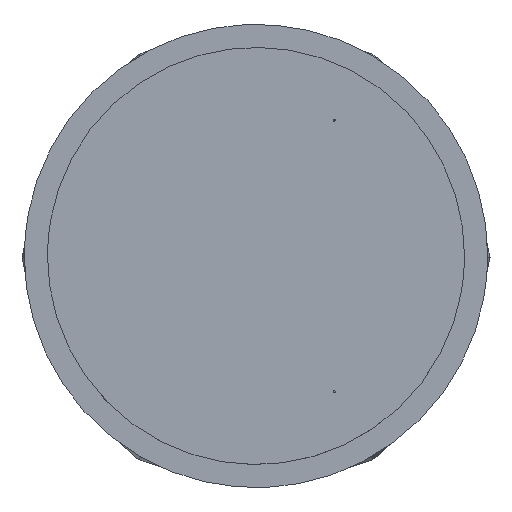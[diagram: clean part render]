
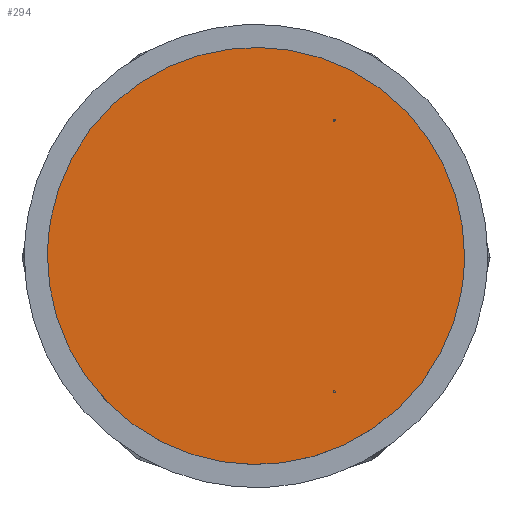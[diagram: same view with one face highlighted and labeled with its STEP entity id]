
A CAD part, top view. The second image highlights one B-rep face of the part: STEP entity #294.
In plain terms, the highlighted planar face has unit normal (0, 0, 1).
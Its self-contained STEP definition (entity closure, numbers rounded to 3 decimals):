
#13=PLANE('',#3400);
#294=ADVANCED_FACE('',(#542),#13,.T.);
#542=FACE_OUTER_BOUND('',#790,.T.);
#790=EDGE_LOOP('',(#1534,#1535));
#1534=ORIENTED_EDGE('',*,*,#2114,.T.);
#1535=ORIENTED_EDGE('',*,*,#2117,.T.);
#2114=EDGE_CURVE('',#2940,#2942,#2464,.T.);
#2117=EDGE_CURVE('',#2942,#2940,#2467,.T.);
#2464=(
BOUNDED_CURVE()
B_SPLINE_CURVE(2,(#8739,#8740,#8741,#8742,#8743),.UNSPECIFIED.,.F.,.F.)
B_SPLINE_CURVE_WITH_KNOTS((3,2,3),(0.,471.239,942.478),
 .UNSPECIFIED.)
CURVE()
GEOMETRIC_REPRESENTATION_ITEM()
RATIONAL_B_SPLINE_CURVE((1.,0.707,1.,0.707,1.))
REPRESENTATION_ITEM('')
);
#2467=(
BOUNDED_CURVE()
B_SPLINE_CURVE(2,(#8751,#8752,#8753,#8754,#8755),.UNSPECIFIED.,.F.,.F.)
B_SPLINE_CURVE_WITH_KNOTS((3,2,3),(942.478,1413.717,1884.956),
 .UNSPECIFIED.)
CURVE()
GEOMETRIC_REPRESENTATION_ITEM()
RATIONAL_B_SPLINE_CURVE((1.,0.707,1.,0.707,1.))
REPRESENTATION_ITEM('')
);
#2940=VERTEX_POINT('',#8729);
#2942=VERTEX_POINT('',#8731);
#3400=AXIS2_PLACEMENT_3D('',#8726,#3488,$);
#3488=DIRECTION('',(0.,0.,1.));
#8726=CARTESIAN_POINT('',(-2643.224,-337.5,1463.298));
#8729=CARTESIAN_POINT('',(-2035.724,0.,1463.298));
#8731=CARTESIAN_POINT('',(-2575.724,0.,1463.298));
#8739=CARTESIAN_POINT('',(-2035.724,0.,1463.298));
#8740=CARTESIAN_POINT('',(-2035.724,270.,1463.298));
#8741=CARTESIAN_POINT('',(-2305.724,270.,1463.298));
#8742=CARTESIAN_POINT('',(-2575.724,270.,1463.298));
#8743=CARTESIAN_POINT('',(-2575.724,0.,1463.298));
#8751=CARTESIAN_POINT('',(-2575.724,0.,1463.298));
#8752=CARTESIAN_POINT('',(-2575.724,-270.,1463.298));
#8753=CARTESIAN_POINT('',(-2305.724,-270.,1463.298));
#8754=CARTESIAN_POINT('',(-2035.724,-270.,1463.298));
#8755=CARTESIAN_POINT('',(-2035.724,0.,1463.298));
